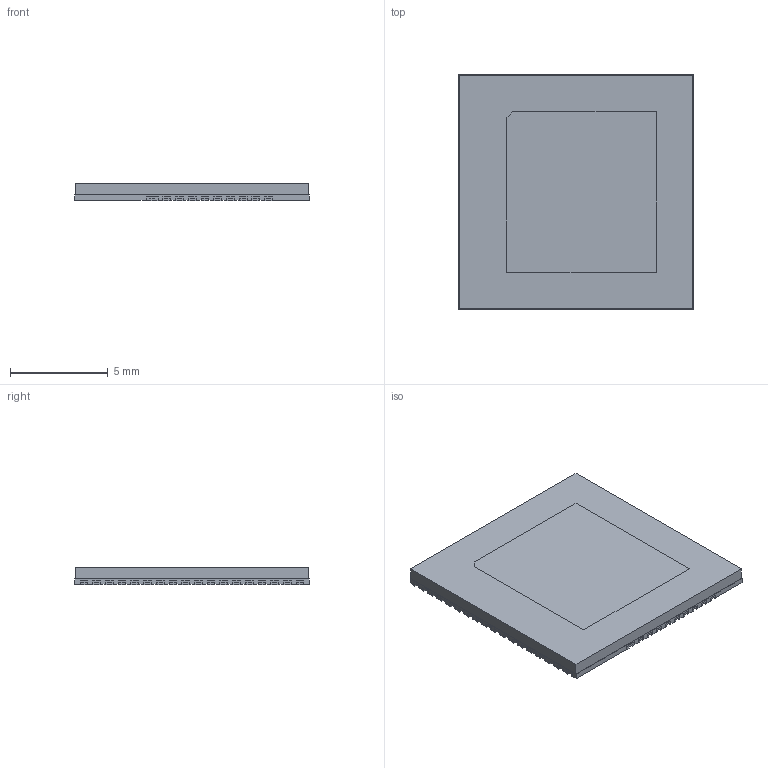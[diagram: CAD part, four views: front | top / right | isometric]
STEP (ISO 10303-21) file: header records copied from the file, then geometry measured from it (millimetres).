
FILE_DESCRIPTION((''),'2;1');
FILE_NAME('RQS0052C_ASM','2021-06-09T07:19:21',('a0412086'),(''),'CREO PARAMETRIC BY PTC INC, 2018500','CREO PARAMETRIC BY PTC INC, 2018500','');
FILE_SCHEMA(('CONFIG_CONTROL_DESIGN','SHAPE_APPEARANCE_LAYERS_GROUPS'));
Length unit declared in the file: millimetre
Products named in the file (3): UNIT_RQS0052C; MOLD_RQS0052C; RQS0052C_ASM
Assembly tree (2 placements, depth 2):
  RQS0052C_ASM
    UNIT_RQS0052C
    MOLD_RQS0052C
Bounding box: 12 x 12 x 0.9 mm (x, y, z)
Volume: 125.6 mm3; surface area: 553 mm2
Topology: 54 solids, 54 shells, 820 faces, 2130 edges, 1420 vertices
Faces by surface type: plane 802, cylinder 18
Entity records: 31755 total; most frequent: CARTESIAN_POINT 4375, ORIENTED_EDGE 4260, DIRECTION 3816, PRESENTATION_STYLE_ASSIGNMENT 2240, STYLED_ITEM 2184, CURVE_STYLE 2130, EDGE_CURVE 2130, VECTOR 2094
